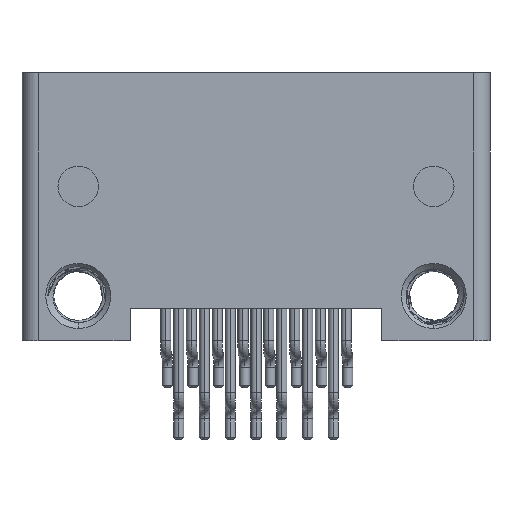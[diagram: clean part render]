
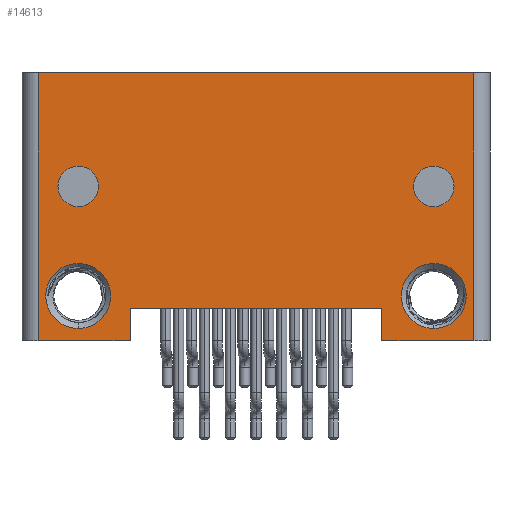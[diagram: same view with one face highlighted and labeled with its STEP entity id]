
A CAD part, front view. The second image highlights one B-rep face of the part: STEP entity #14613.
In plain terms, the highlighted planar face has unit normal (0, -1, 0).
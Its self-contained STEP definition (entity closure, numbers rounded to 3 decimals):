
#319=DIRECTION('',(0.,0.,1.));
#320=VECTOR('',#319,0.8);
#321=CARTESIAN_POINT('',(3.1,-1.93,-6.6));
#322=LINE('',#321,#320);
#331=DIRECTION('',(-1.,0.,0.));
#332=VECTOR('',#331,10.73);
#333=CARTESIAN_POINT('',(5.365,-1.93,0.));
#334=LINE('',#333,#332);
#335=DIRECTION('',(1.,0.,0.));
#336=VECTOR('',#335,6.2);
#337=CARTESIAN_POINT('',(-3.1,-1.93,-5.8));
#338=LINE('',#337,#336);
#339=DIRECTION('',(0.,0.,1.));
#340=VECTOR('',#339,0.8);
#341=CARTESIAN_POINT('',(-3.1,-1.93,-6.6));
#342=LINE('',#341,#340);
#343=CARTESIAN_POINT('',(4.38,-1.93,-2.8));
#344=DIRECTION('',(0.,1.,0.));
#345=DIRECTION('',(0.,0.,-1.));
#346=AXIS2_PLACEMENT_3D('',#343,#344,#345);
#348=CARTESIAN_POINT('',(4.38,-1.93,-2.8));
#349=DIRECTION('',(0.,1.,0.));
#350=DIRECTION('',(0.,0.,1.));
#351=AXIS2_PLACEMENT_3D('',#348,#349,#350);
#353=CARTESIAN_POINT('',(-4.38,-1.93,-2.8));
#354=DIRECTION('',(0.,1.,0.));
#355=DIRECTION('',(0.,0.,-1.));
#356=AXIS2_PLACEMENT_3D('',#353,#354,#355);
#358=CARTESIAN_POINT('',(-4.38,-1.93,-2.8));
#359=DIRECTION('',(0.,1.,0.));
#360=DIRECTION('',(0.,0.,1.));
#361=AXIS2_PLACEMENT_3D('',#358,#359,#360);
#363=CARTESIAN_POINT('',(4.38,-1.93,-5.5));
#364=DIRECTION('',(0.,1.,0.));
#365=DIRECTION('',(0.,0.,-1.));
#366=AXIS2_PLACEMENT_3D('',#363,#364,#365);
#368=CARTESIAN_POINT('',(4.38,-1.93,-5.5));
#369=DIRECTION('',(0.,1.,0.));
#370=DIRECTION('',(0.,0.,1.));
#371=AXIS2_PLACEMENT_3D('',#368,#369,#370);
#373=CARTESIAN_POINT('',(-4.38,-1.93,-5.5));
#374=DIRECTION('',(0.,1.,0.));
#375=DIRECTION('',(0.,0.,-1.));
#376=AXIS2_PLACEMENT_3D('',#373,#374,#375);
#378=CARTESIAN_POINT('',(-4.38,-1.93,-5.5));
#379=DIRECTION('',(0.,1.,0.));
#380=DIRECTION('',(0.,0.,1.));
#381=AXIS2_PLACEMENT_3D('',#378,#379,#380);
#598=DIRECTION('',(-1.,0.,0.));
#599=VECTOR('',#598,2.265);
#600=CARTESIAN_POINT('',(5.365,-1.93,-6.6));
#601=LINE('',#600,#599);
#635=DIRECTION('',(0.,0.,-1.));
#636=VECTOR('',#635,6.6);
#637=CARTESIAN_POINT('',(5.365,-1.93,0.));
#638=LINE('',#637,#636);
#5091=DIRECTION('',(0.,0.,1.));
#5092=VECTOR('',#5091,6.6);
#5093=CARTESIAN_POINT('',(-5.365,-1.93,-6.6));
#5094=LINE('',#5093,#5092);
#5099=DIRECTION('',(-1.,0.,0.));
#5100=VECTOR('',#5099,2.265);
#5101=CARTESIAN_POINT('',(-3.1,-1.93,-6.6));
#5102=LINE('',#5101,#5100);
#12744=CARTESIAN_POINT('',(5.365,-1.93,-6.6));
#12746=VERTEX_POINT('',#12744);
#12870=CARTESIAN_POINT('',(4.38,-1.93,-6.3));
#12872=VERTEX_POINT('',#12870);
#13255=CARTESIAN_POINT('',(4.38,-1.93,-2.3));
#13257=VERTEX_POINT('',#13255);
#13303=CARTESIAN_POINT('',(5.365,-1.93,0.));
#13304=VERTEX_POINT('',#13303);
#13323=CARTESIAN_POINT('',(-4.38,-1.93,-2.3));
#13324=VERTEX_POINT('',#13323);
#13451=CARTESIAN_POINT('',(-4.38,-1.93,-3.3));
#13452=VERTEX_POINT('',#13451);
#13480=CARTESIAN_POINT('',(-3.1,-1.93,-6.6));
#13481=CARTESIAN_POINT('',(-5.365,-1.93,-6.6));
#13482=VERTEX_POINT('',#13480);
#13483=VERTEX_POINT('',#13481);
#13661=CARTESIAN_POINT('',(-5.365,-1.93,0.));
#13663=VERTEX_POINT('',#13661);
#13703=CARTESIAN_POINT('',(3.1,-1.93,-6.6));
#13705=VERTEX_POINT('',#13703);
#13715=CARTESIAN_POINT('',(4.38,-1.93,-4.7));
#13716=VERTEX_POINT('',#13715);
#13725=CARTESIAN_POINT('',(-3.1,-1.93,-5.8));
#13726=VERTEX_POINT('',#13725);
#13981=CARTESIAN_POINT('',(-4.38,-1.93,-4.7));
#13982=VERTEX_POINT('',#13981);
#13997=CARTESIAN_POINT('',(4.38,-1.93,-3.3));
#13998=VERTEX_POINT('',#13997);
#14003=CARTESIAN_POINT('',(3.1,-1.93,-5.8));
#14004=VERTEX_POINT('',#14003);
#14061=CARTESIAN_POINT('',(-4.38,-1.93,-6.3));
#14062=VERTEX_POINT('',#14061);
#14569=CARTESIAN_POINT('',(-5.765,-1.93,0.));
#14570=DIRECTION('',(0.,1.,0.));
#14571=DIRECTION('',(0.,0.,1.));
#14572=AXIS2_PLACEMENT_3D('',#14569,#14570,#14571);
#14573=PLANE('',#14572);
#14575=ORIENTED_EDGE('',*,*,#14574,.F.);
#14577=ORIENTED_EDGE('',*,*,#14576,.T.);
#14579=ORIENTED_EDGE('',*,*,#14578,.T.);
#14580=ORIENTED_EDGE('',*,*,#14550,.T.);
#14581=ORIENTED_EDGE('',*,*,#14455,.F.);
#14582=ORIENTED_EDGE('',*,*,#14495,.F.);
#14584=ORIENTED_EDGE('',*,*,#14583,.T.);
#14586=ORIENTED_EDGE('',*,*,#14585,.T.);
#14587=EDGE_LOOP('',(#14575,#14577,#14579,#14580,#14581,#14582,#14584,#14586));
#14588=FACE_OUTER_BOUND('',#14587,.F.);
#14590=ORIENTED_EDGE('',*,*,#14589,.F.);
#14592=ORIENTED_EDGE('',*,*,#14591,.F.);
#14593=EDGE_LOOP('',(#14590,#14592));
#14594=FACE_BOUND('',#14593,.F.);
#14596=ORIENTED_EDGE('',*,*,#14595,.F.);
#14598=ORIENTED_EDGE('',*,*,#14597,.F.);
#14599=EDGE_LOOP('',(#14596,#14598));
#14600=FACE_BOUND('',#14599,.F.);
#14602=ORIENTED_EDGE('',*,*,#14601,.F.);
#14604=ORIENTED_EDGE('',*,*,#14603,.F.);
#14605=EDGE_LOOP('',(#14602,#14604));
#14606=FACE_BOUND('',#14605,.F.);
#14608=ORIENTED_EDGE('',*,*,#14607,.F.);
#14610=ORIENTED_EDGE('',*,*,#14609,.F.);
#14611=EDGE_LOOP('',(#14608,#14610));
#14612=FACE_BOUND('',#14611,.F.);
#347=CIRCLE('',#346,0.5);
#352=CIRCLE('',#351,0.5);
#357=CIRCLE('',#356,0.5);
#362=CIRCLE('',#361,0.5);
#367=CIRCLE('',#366,0.8);
#372=CIRCLE('',#371,0.8);
#377=CIRCLE('',#376,0.8);
#382=CIRCLE('',#381,0.8);
#14455=EDGE_CURVE('',#13726,#14004,#338,.T.);
#14495=EDGE_CURVE('',#13482,#13726,#342,.T.);
#14550=EDGE_CURVE('',#13705,#14004,#322,.T.);
#14574=EDGE_CURVE('',#13304,#13663,#334,.T.);
#14576=EDGE_CURVE('',#13304,#12746,#638,.T.);
#14578=EDGE_CURVE('',#12746,#13705,#601,.T.);
#14583=EDGE_CURVE('',#13482,#13483,#5102,.T.);
#14585=EDGE_CURVE('',#13483,#13663,#5094,.T.);
#14589=EDGE_CURVE('',#13998,#13257,#347,.T.);
#14591=EDGE_CURVE('',#13257,#13998,#352,.T.);
#14595=EDGE_CURVE('',#13452,#13324,#357,.T.);
#14597=EDGE_CURVE('',#13324,#13452,#362,.T.);
#14601=EDGE_CURVE('',#12872,#13716,#367,.T.);
#14603=EDGE_CURVE('',#13716,#12872,#372,.T.);
#14607=EDGE_CURVE('',#14062,#13982,#377,.T.);
#14609=EDGE_CURVE('',#13982,#14062,#382,.T.);
#14613=ADVANCED_FACE('',(#14588,#14594,#14600,#14606,#14612),#14573,.F.);
